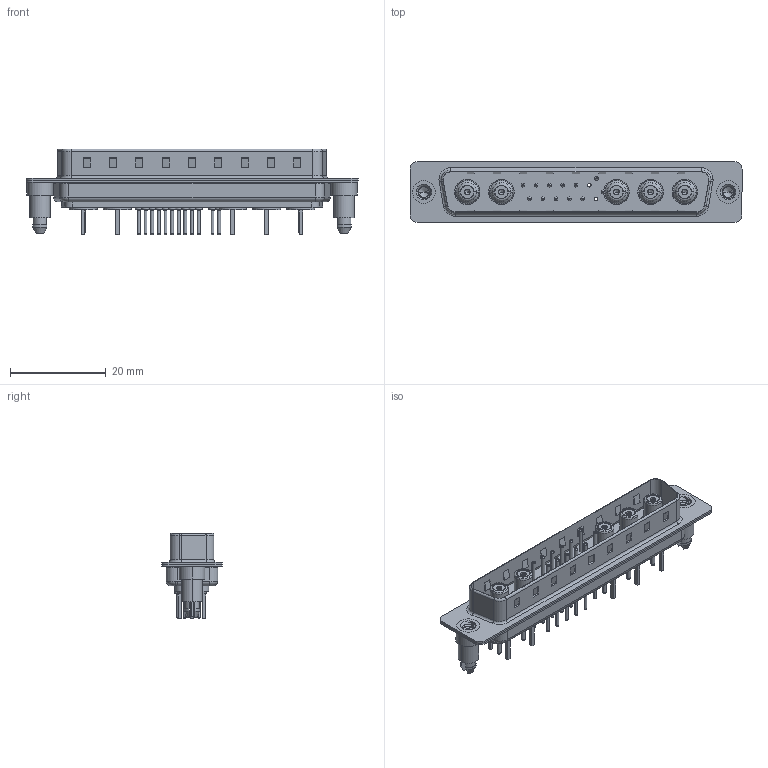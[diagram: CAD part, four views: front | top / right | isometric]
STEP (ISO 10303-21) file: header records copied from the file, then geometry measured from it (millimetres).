
FILE_DESCRIPTION (( 'STEP AP203' ), '1' );
FILE_NAME ('627-17W5624-5T5.STEP', '2019-05-29T07:43:06', ( '' ), ( '' ), 'SwSTEP 2.0', 'SolidWorks 2016', '' );
FILE_SCHEMA (( 'CONFIG_CONTROL_DESIGN' ));
Length unit declared in the file: millimetre
Products named in the file (13): Insulator Socket; Insulator Socket 2; Locking Collar; Socket_Str; 627Combo Housing_17W5; Co-Ax Jack Assy_S; 627Combo Shell Rear_37 Contacts; 627Combo Contact Row 1_24; 627Combo Shell Front_37 Contacts; 627Combo Contact Row 2_24; 627Combo Threaded Boardlock_5; 627-17W5624-5T5; Co-Ax Jack_Straight PC Tail
Assembly tree (27 placements, depth 3):
  627-17W5624-5T5
    627Combo Housing_17W5
    627Combo Shell Rear_37 Contacts
    627Combo Shell Front_37 Contacts
    627Combo Threaded Boardlock_5  x2
    Co-Ax Jack Assy_S  x5
      Co-Ax Jack_Straight PC Tail
      Insulator Socket
      Insulator Socket 2
      Locking Collar
      Socket_Str
    627Combo Contact Row 1_24  x6
    627Combo Contact Row 2_24  x6
Bounding box: 69.3 x 12.6 x 17.9 mm (x, y, z)
Volume: 4008.7 mm3; surface area: 11459.2 mm2
Topology: 42 solids, 42 shells, 1461 faces, 3322 edges, 2060 vertices
Faces by surface type: cylinder 576, plane 538, torus 262, cone 59, bspline 16, sphere 10
Entity records: 23800 total; most frequent: CARTESIAN_POINT 5290, DIRECTION 3704, ORIENTED_EDGE 3318, EDGE_CURVE 1659, AXIS2_PLACEMENT_3D 1414, VERTEX_POINT 1053, LINE 876, VECTOR 876
